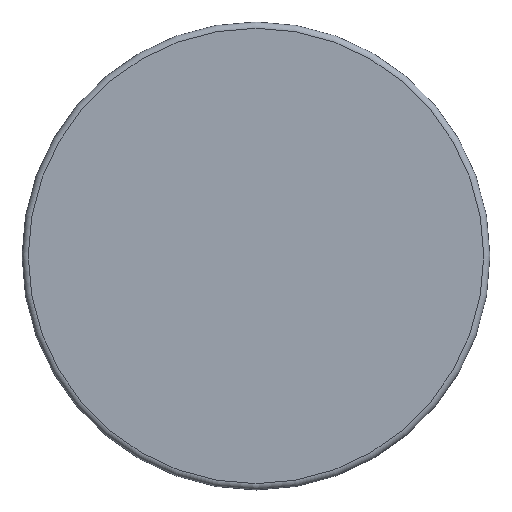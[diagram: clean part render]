
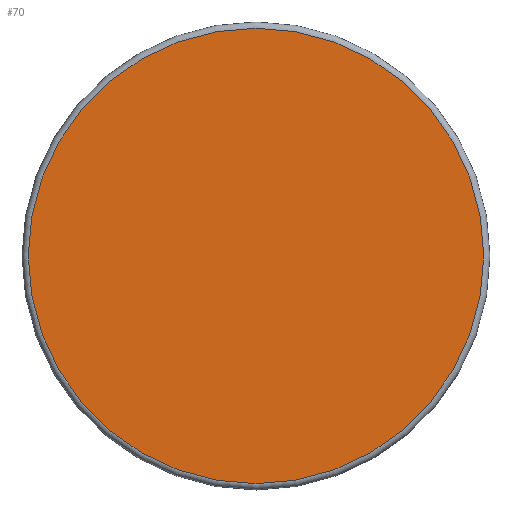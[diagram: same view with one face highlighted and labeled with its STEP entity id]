
A CAD part, top view. The second image highlights one B-rep face of the part: STEP entity #70.
In plain terms, the highlighted planar face has unit normal (0, 0, 1).
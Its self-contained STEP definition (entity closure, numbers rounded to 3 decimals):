
#15=PLANE('',#103);
#22=FACE_OUTER_BOUND('',#27,.T.);
#27=EDGE_LOOP('',(#59));
#30=CIRCLE('',#97,7.3);
#37=VERTEX_POINT('',#137);
#42=EDGE_CURVE('',#37,#37,#30,.T.);
#59=ORIENTED_EDGE('',*,*,#42,.F.);
#70=ADVANCED_FACE('',(#22),#15,.T.);
#97=AXIS2_PLACEMENT_3D('',#138,#112,#113);
#103=AXIS2_PLACEMENT_3D('',#148,#125,#126);
#112=DIRECTION('center_axis',(0.,0.,-1.));
#113=DIRECTION('ref_axis',(-1.,0.,0.));
#125=DIRECTION('center_axis',(0.,0.,1.));
#126=DIRECTION('ref_axis',(1.,0.,0.));
#137=CARTESIAN_POINT('',(-7.3,0.,1.));
#138=CARTESIAN_POINT('Origin',(0.,0.,1.));
#148=CARTESIAN_POINT('Origin',(0.,0.,1.));
